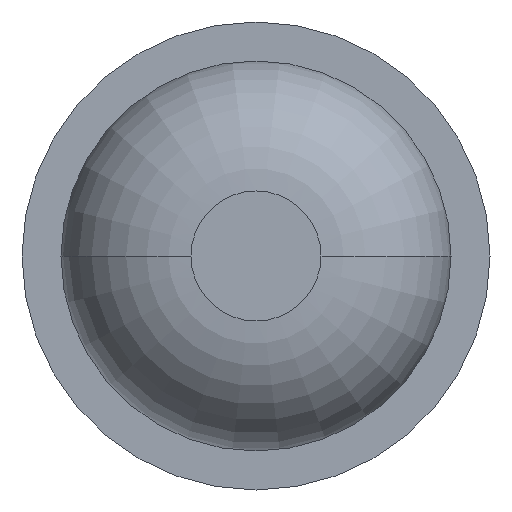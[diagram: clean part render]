
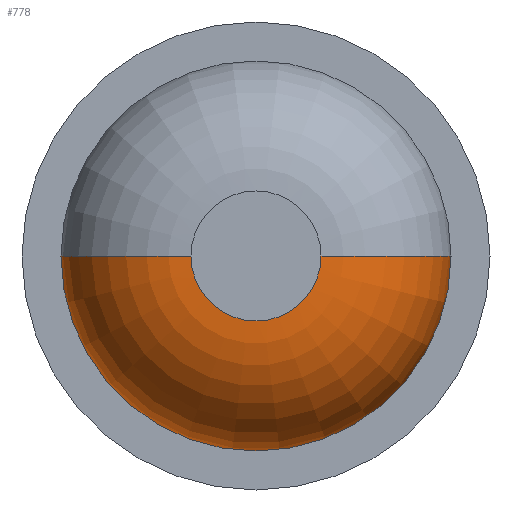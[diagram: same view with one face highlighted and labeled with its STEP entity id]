
A CAD part, front view. The second image highlights one B-rep face of the part: STEP entity #778.
In plain terms, the highlighted toroidal (fillet/blend) face has major radius 0.125 mm and minor radius 0.25 mm.
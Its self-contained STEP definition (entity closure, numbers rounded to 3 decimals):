
#99 = VERTEX_POINT ( 'NONE', #1933 ) ;
#243 = CIRCLE ( 'NONE', #1584, 0.25 ) ;
#352 = ORIENTED_EDGE ( 'NONE', *, *, #526, .T. ) ;
#426 = CARTESIAN_POINT ( 'NONE',  ( 0., -31.05, 0. ) ) ;
#431 = EDGE_LOOP ( 'NONE', ( #2649, #352, #2889, #3903 ) ) ;
#490 = AXIS2_PLACEMENT_3D ( 'NONE', #1640, #1027, #2748 ) ;
#526 = EDGE_CURVE ( 'NONE', #1063, #2199, #243, .T. ) ;
#543 = CARTESIAN_POINT ( 'NONE',  ( -0.375, -31.05, 0. ) ) ;
#761 = DIRECTION ( 'NONE',  ( 0., 1., 0. ) ) ;
#778 = ADVANCED_FACE ( 'Defeature ausgef�hrt1_2', ( #2977 ), #1328, .T. ) ;
#780 = EDGE_CURVE ( 'Defeature ausgef�hrt1_0+Defeature ausgef�hrt1_2+Defeature ausgef�hrt1_2+Defeature ausgef�hrt1_2', #99, #2199, #2399, .T. ) ;
#1027 = DIRECTION ( 'NONE',  ( 0., 0., 1. ) ) ;
#1063 = VERTEX_POINT ( 'NONE', #1186 ) ;
#1134 = DIRECTION ( 'NONE',  ( 1., 0., 0. ) ) ;
#1186 = CARTESIAN_POINT ( 'NONE',  ( -0.125, -31.3, 0. ) ) ;
#1326 = DIRECTION ( 'NONE',  ( 0., 1., 0. ) ) ;
#1328 = TOROIDAL_SURFACE ( 'NONE', #2881, 0.125, 0.25 ) ;
#1584 = AXIS2_PLACEMENT_3D ( 'NONE', #3616, #2073, #2455 ) ;
#1611 = EDGE_CURVE ( 'Defeature ausgef�hrt1_1+Defeature ausgef�hrt1_2+Defeature ausgef�hrt1_2+Defeature ausgef�hrt1_2', #1063, #2462, #3164, .T. ) ;
#1640 = CARTESIAN_POINT ( 'NONE',  ( 0.125, -31.05, 0. ) ) ;
#1933 = CARTESIAN_POINT ( 'NONE',  ( 0.375, -31.05, 0. ) ) ;
#1979 = AXIS2_PLACEMENT_3D ( 'NONE', #426, #1326, #2873 ) ;
#2073 = DIRECTION ( 'NONE',  ( 0., 0., -1. ) ) ;
#2199 = VERTEX_POINT ( 'NONE', #543 ) ;
#2223 = CARTESIAN_POINT ( 'NONE',  ( 0., -31.05, 0. ) ) ;
#2399 = CIRCLE ( 'NONE', #1979, 0.375 ) ;
#2455 = DIRECTION ( 'NONE',  ( -1., 0., 0. ) ) ;
#2462 = VERTEX_POINT ( 'NONE', #3747 ) ;
#2642 = CARTESIAN_POINT ( 'NONE',  ( 0., -31.3, 0. ) ) ;
#2649 = ORIENTED_EDGE ( 'NONE', *, *, #1611, .F. ) ;
#2748 = DIRECTION ( 'NONE',  ( 1., 0., 0. ) ) ;
#2873 = DIRECTION ( 'NONE',  ( 1., 0., 0. ) ) ;
#2881 = AXIS2_PLACEMENT_3D ( 'NONE', #2223, #761, #3776 ) ;
#2889 = ORIENTED_EDGE ( 'NONE', *, *, #780, .F. ) ;
#2952 = AXIS2_PLACEMENT_3D ( 'NONE', #2642, #3559, #1134 ) ;
#2977 = FACE_OUTER_BOUND ( 'NONE', #431, .T. ) ;
#3104 = EDGE_CURVE ( 'NONE', #2462, #99, #3849, .T. ) ;
#3164 = CIRCLE ( 'NONE', #2952, 0.125 ) ;
#3559 = DIRECTION ( 'NONE',  ( 0., -1., 0. ) ) ;
#3616 = CARTESIAN_POINT ( 'NONE',  ( -0.125, -31.05, 0. ) ) ;
#3747 = CARTESIAN_POINT ( 'NONE',  ( 0.125, -31.3, 0. ) ) ;
#3776 = DIRECTION ( 'NONE',  ( 1., 0., 0. ) ) ;
#3849 = CIRCLE ( 'NONE', #490, 0.25 ) ;
#3903 = ORIENTED_EDGE ( 'NONE', *, *, #3104, .F. ) ;
